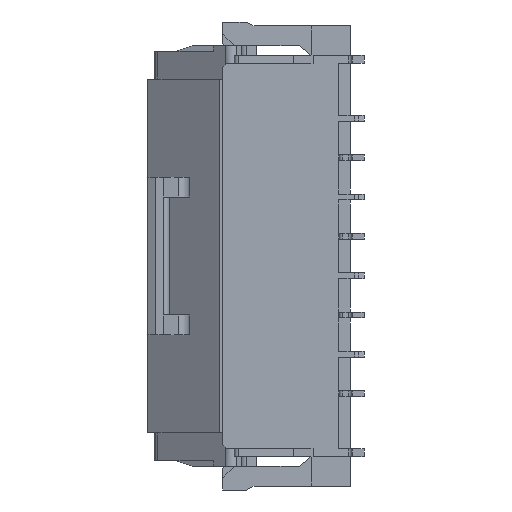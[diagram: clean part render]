
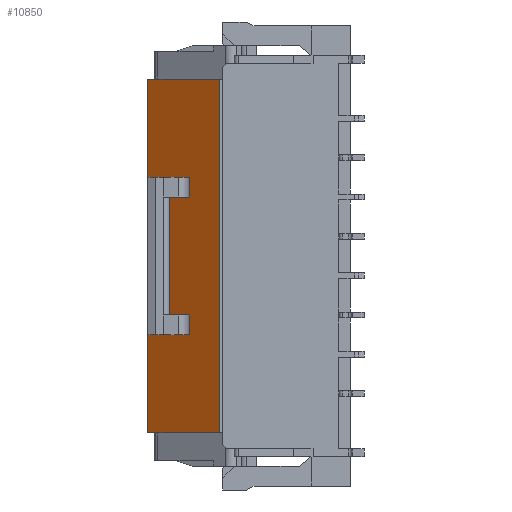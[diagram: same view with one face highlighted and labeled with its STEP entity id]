
A CAD part, left-side view. The second image highlights one B-rep face of the part: STEP entity #10850.
In plain terms, the highlighted face is planar.
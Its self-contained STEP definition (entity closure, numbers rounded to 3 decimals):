
#498=FACE_OUTER_BOUND('',#1051,.T.);
#1051=EDGE_LOOP('',(#8268,#8269,#8270,#8271,#8272,#8273,#8274,#8275,#8276,
#8277,#8278,#8279));
#1494=LINE('',#15099,#2914);
#1933=LINE('',#16023,#3353);
#1945=LINE('',#16048,#3365);
#1996=LINE('',#16152,#3416);
#2076=LINE('',#16351,#3496);
#2123=LINE('',#16448,#3543);
#2128=LINE('',#16457,#3548);
#2166=LINE('',#16541,#3586);
#2167=LINE('',#16542,#3587);
#2168=LINE('',#16544,#3588);
#2169=LINE('',#16545,#3589);
#2170=LINE('',#16546,#3590);
#2914=VECTOR('',#12122,1.);
#3353=VECTOR('',#12783,1.);
#3365=VECTOR('',#12811,1.);
#3416=VECTOR('',#12922,1.);
#3496=VECTOR('',#13100,1.);
#3543=VECTOR('',#13181,1.);
#3548=VECTOR('',#13186,1.);
#3586=VECTOR('',#13244,1.);
#3587=VECTOR('',#13245,1.);
#3588=VECTOR('',#13246,1.);
#3589=VECTOR('',#13247,1.);
#3590=VECTOR('',#13248,1.);
#4334=VERTEX_POINT('',#15096);
#4335=VERTEX_POINT('',#15098);
#4708=VERTEX_POINT('',#16021);
#4709=VERTEX_POINT('',#16022);
#4714=VERTEX_POINT('',#16047);
#4737=VERTEX_POINT('',#16151);
#4806=VERTEX_POINT('',#16348);
#4807=VERTEX_POINT('',#16350);
#4840=VERTEX_POINT('',#16447);
#4844=VERTEX_POINT('',#16455);
#4880=VERTEX_POINT('',#16540);
#4881=VERTEX_POINT('',#16543);
#5413=EDGE_CURVE('',#4335,#4334,#1494,.T.);
#5890=EDGE_CURVE('',#4708,#4709,#1933,.T.);
#5903=EDGE_CURVE('',#4714,#4709,#1945,.T.);
#5959=EDGE_CURVE('',#4335,#4737,#1996,.T.);
#6058=EDGE_CURVE('',#4806,#4807,#2076,.T.);
#6106=EDGE_CURVE('',#4840,#4334,#2123,.T.);
#6111=EDGE_CURVE('',#4708,#4844,#2128,.T.);
#6149=EDGE_CURVE('',#4880,#4840,#2166,.T.);
#6150=EDGE_CURVE('',#4880,#4807,#2167,.T.);
#6151=EDGE_CURVE('',#4806,#4881,#2168,.T.);
#6152=EDGE_CURVE('',#4881,#4714,#2169,.T.);
#6153=EDGE_CURVE('',#4737,#4844,#2170,.T.);
#8268=ORIENTED_EDGE('',*,*,#5959,.F.);
#8269=ORIENTED_EDGE('',*,*,#5413,.T.);
#8270=ORIENTED_EDGE('',*,*,#6106,.F.);
#8271=ORIENTED_EDGE('',*,*,#6149,.F.);
#8272=ORIENTED_EDGE('',*,*,#6150,.T.);
#8273=ORIENTED_EDGE('',*,*,#6058,.F.);
#8274=ORIENTED_EDGE('',*,*,#6151,.T.);
#8275=ORIENTED_EDGE('',*,*,#6152,.T.);
#8276=ORIENTED_EDGE('',*,*,#5903,.T.);
#8277=ORIENTED_EDGE('',*,*,#5890,.F.);
#8278=ORIENTED_EDGE('',*,*,#6111,.T.);
#8279=ORIENTED_EDGE('',*,*,#6153,.F.);
#10365=PLANE('',#11490);
#10850=ADVANCED_FACE('',(#498),#10365,.T.);
#11490=AXIS2_PLACEMENT_3D('',#16539,#13242,#13243);
#12122=DIRECTION('',(0.,-1.,0.));
#12783=DIRECTION('',(0.,1.,0.));
#12811=DIRECTION('',(0.,0.,-1.));
#12922=DIRECTION('',(0.,0.,-1.));
#13100=DIRECTION('',(0.,1.,0.));
#13181=DIRECTION('',(0.,0.,1.));
#13186=DIRECTION('',(0.,0.,-1.));
#13242=DIRECTION('center_axis',(1.,0.,0.));
#13243=DIRECTION('ref_axis',(0.,1.,0.));
#13244=DIRECTION('',(0.,-1.,0.));
#13245=DIRECTION('',(0.,0.,-1.));
#13246=DIRECTION('',(0.,0.,-1.));
#13247=DIRECTION('',(0.,1.,0.));
#13248=DIRECTION('',(0.,-1.,0.));
#15096=CARTESIAN_POINT('',(1.6,-4.856,21.61));
#15098=CARTESIAN_POINT('',(1.6,-2.604,21.61));
#15099=CARTESIAN_POINT('',(1.6,0.,21.61));
#16021=CARTESIAN_POINT('',(1.6,-4.856,15.11));
#16022=CARTESIAN_POINT('',(1.6,-3.559,15.11));
#16023=CARTESIAN_POINT('',(1.6,0.,15.11));
#16047=CARTESIAN_POINT('',(1.6,-3.559,15.61));
#16048=CARTESIAN_POINT('',(1.6,-3.559,23.36));
#16151=CARTESIAN_POINT('',(1.6,-2.604,12.61));
#16152=CARTESIAN_POINT('',(1.6,-2.604,-9.5));
#16348=CARTESIAN_POINT('',(1.6,-4.167,18.61));
#16350=CARTESIAN_POINT('',(1.6,-3.559,18.61));
#16351=CARTESIAN_POINT('',(1.6,0.,18.61));
#16447=CARTESIAN_POINT('',(1.6,-4.856,19.11));
#16448=CARTESIAN_POINT('',(1.6,-4.856,-13.5));
#16455=CARTESIAN_POINT('',(1.6,-4.856,12.61));
#16457=CARTESIAN_POINT('',(1.6,-4.856,-3.5));
#16539=CARTESIAN_POINT('Origin',(1.6,-4.9,10.61));
#16540=CARTESIAN_POINT('',(1.6,-3.559,19.11));
#16541=CARTESIAN_POINT('',(1.6,0.,19.11));
#16542=CARTESIAN_POINT('',(1.6,-3.559,20.86));
#16543=CARTESIAN_POINT('',(1.6,-4.167,15.61));
#16544=CARTESIAN_POINT('',(1.6,-4.167,14.86));
#16545=CARTESIAN_POINT('',(1.6,0.,15.61));
#16546=CARTESIAN_POINT('',(1.6,0.,12.61));
